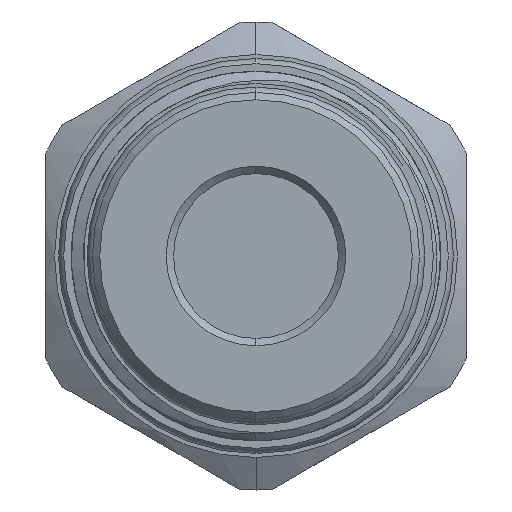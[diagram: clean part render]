
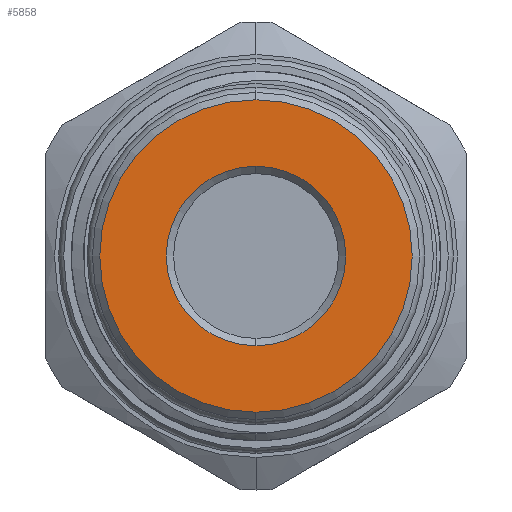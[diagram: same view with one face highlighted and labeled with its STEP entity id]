
A CAD part, left-side view. The second image highlights one B-rep face of the part: STEP entity #5858.
In plain terms, the highlighted planar face has unit normal (-1, 0, 0).
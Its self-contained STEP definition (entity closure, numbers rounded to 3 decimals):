
#87 = CIRCLE ( 'NONE', #7932, 6.1 ) ;
#164 = ORIENTED_EDGE ( 'NONE', *, *, #4760, .F. ) ;
#540 = DIRECTION ( 'NONE',  ( 0., 0., -1. ) ) ;
#627 = CARTESIAN_POINT ( 'NONE',  ( 0., 0., 0. ) ) ;
#812 = CARTESIAN_POINT ( 'NONE',  ( 0., 0., 0. ) ) ;
#983 = ORIENTED_EDGE ( 'NONE', *, *, #4202, .T. ) ;
#1596 = CARTESIAN_POINT ( 'NONE',  ( 0., 0., -10.615 ) ) ;
#1844 = FACE_OUTER_BOUND ( 'NONE', #6267, .T. ) ;
#1860 = CIRCLE ( 'NONE', #4479, 10.615 ) ;
#2282 = EDGE_CURVE ( 'NONE', #2320, #4541, #5403, .T. ) ;
#2320 = VERTEX_POINT ( 'NONE', #1596 ) ;
#2373 = DIRECTION ( 'NONE',  ( 0., 0., -1. ) ) ;
#2490 = DIRECTION ( 'NONE',  ( 1., 0., 0. ) ) ;
#2607 = DIRECTION ( 'NONE',  ( 0., 0., -1. ) ) ;
#2862 = ORIENTED_EDGE ( 'NONE', *, *, #7793, .T. ) ;
#3035 = ORIENTED_EDGE ( 'NONE', *, *, #2282, .F. ) ;
#3317 = EDGE_LOOP ( 'NONE', ( #2862, #983 ) ) ;
#3459 = DIRECTION ( 'NONE',  ( 1., 0., 0. ) ) ;
#3781 = VERTEX_POINT ( 'NONE', #5287 ) ;
#3850 = AXIS2_PLACEMENT_3D ( 'NONE', #11011, #5859, #5896 ) ;
#4202 = EDGE_CURVE ( 'NONE', #3781, #6689, #10359, .T. ) ;
#4479 = AXIS2_PLACEMENT_3D ( 'NONE', #812, #2490, #2607 ) ;
#4541 = VERTEX_POINT ( 'NONE', #8994 ) ;
#4760 = EDGE_CURVE ( 'NONE', #4541, #2320, #1860, .T. ) ;
#4804 = PLANE ( 'NONE',  #7061 ) ;
#5196 = DIRECTION ( 'NONE',  ( 0., 0., -1. ) ) ;
#5287 = CARTESIAN_POINT ( 'NONE',  ( 0., 0., -6.1 ) ) ;
#5381 = CARTESIAN_POINT ( 'NONE',  ( 0., 0., 6.1 ) ) ;
#5403 = CIRCLE ( 'NONE', #7744, 10.615 ) ;
#5858 = ADVANCED_FACE ( 'NONE', ( #9543, #1844 ), #4804, .F. ) ;
#5859 = DIRECTION ( 'NONE',  ( 1., 0., 0. ) ) ;
#5896 = DIRECTION ( 'NONE',  ( 0., 0., -1. ) ) ;
#6267 = EDGE_LOOP ( 'NONE', ( #3035, #164 ) ) ;
#6689 = VERTEX_POINT ( 'NONE', #5381 ) ;
#7061 = AXIS2_PLACEMENT_3D ( 'NONE', #8232, #7366, #540 ) ;
#7366 = DIRECTION ( 'NONE',  ( 1., 0., 0. ) ) ;
#7744 = AXIS2_PLACEMENT_3D ( 'NONE', #8600, #3459, #5196 ) ;
#7793 = EDGE_CURVE ( 'NONE', #6689, #3781, #87, .T. ) ;
#7932 = AXIS2_PLACEMENT_3D ( 'NONE', #627, #9228, #2373 ) ;
#8232 = CARTESIAN_POINT ( 'NONE',  ( 0., 0., 0. ) ) ;
#8600 = CARTESIAN_POINT ( 'NONE',  ( 0., 0., 0. ) ) ;
#8994 = CARTESIAN_POINT ( 'NONE',  ( 0., 0., 10.615 ) ) ;
#9228 = DIRECTION ( 'NONE',  ( 1., 0., 0. ) ) ;
#9543 = FACE_BOUND ( 'NONE', #3317, .T. ) ;
#10359 = CIRCLE ( 'NONE', #3850, 6.1 ) ;
#11011 = CARTESIAN_POINT ( 'NONE',  ( 0., 0., 0. ) ) ;
